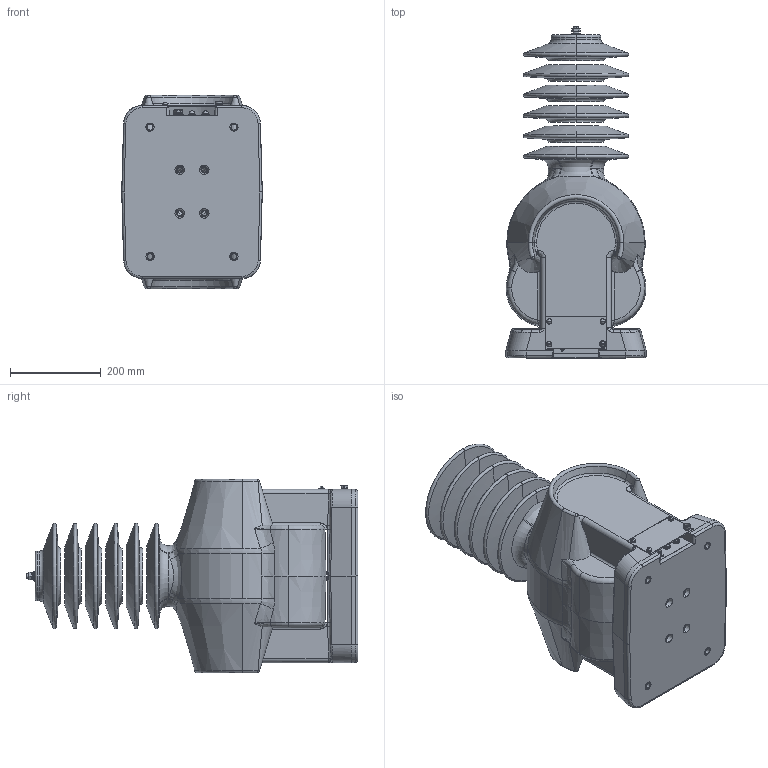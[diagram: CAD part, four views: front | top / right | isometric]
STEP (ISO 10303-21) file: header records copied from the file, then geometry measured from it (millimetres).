
FILE_DESCRIPTION (( 'STEP AP203' ), '1' );
FILE_NAME ('峭嗡 35-III .STEP', '2018-01-17T07:46:02', ( '' ), ( '' ), 'SwSTEP 2.0', 'SolidWorks 2010', '' );
FILE_SCHEMA (( 'CONFIG_CONTROL_DESIGN' ));
Length unit declared in the file: millimetre
Products named in the file (1): е恂 35-III 
Bounding box: 310 x 731.69 x 425.96 mm (x, y, z)
Surface area: 1191106.7 mm2 (no closed solid volume)
Topology: 0 solids, 55 shells, 516 faces, 1707 edges, 1208 vertices
Faces by surface type: plane 140, cylinder 127, cone 82, bspline 71, torus 62, sphere 34
Entity records: 23098 total; most frequent: CARTESIAN_POINT 8716, DIRECTION 3037, ORIENTED_EDGE 2699, EDGE_CURVE 1699, VERTEX_POINT 1208, AXIS2_PLACEMENT_3D 1192, CIRCLE 746, LINE 653
